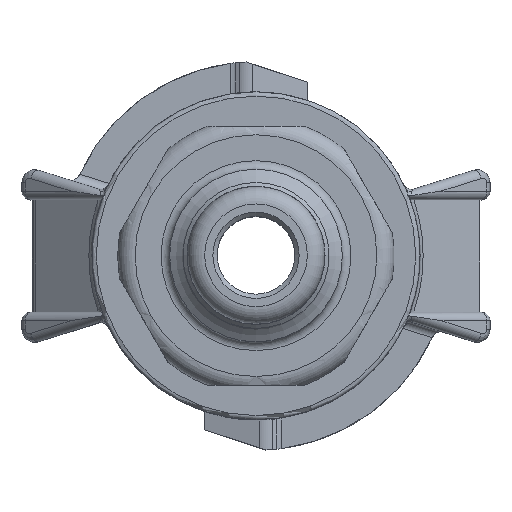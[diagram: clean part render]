
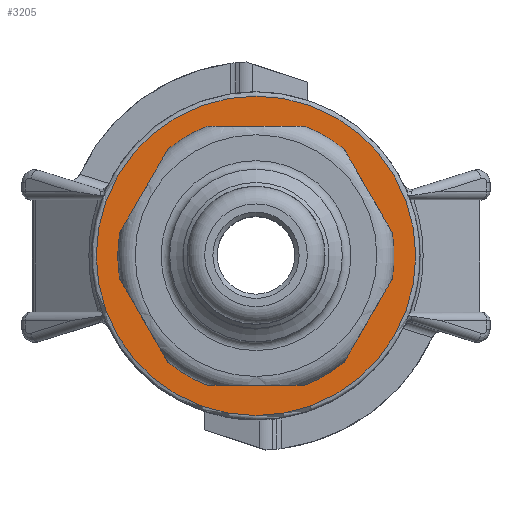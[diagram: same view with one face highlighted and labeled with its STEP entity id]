
A CAD part, top view. The second image highlights one B-rep face of the part: STEP entity #3205.
In plain terms, the highlighted planar face has unit normal (0, 0, 1).
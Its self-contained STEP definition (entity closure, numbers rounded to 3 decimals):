
#151=FACE_BOUND('',#999,.T.);
#201=PLANE('',#3536);
#805=FACE_OUTER_BOUND('',#998,.T.);
#998=EDGE_LOOP('',(#2620));
#999=EDGE_LOOP('',(#2621));
#1106=CIRCLE('',#3363,18.5);
#1159=CIRCLE('',#3537,14.);
#1339=VERTEX_POINT('',#5074);
#1437=VERTEX_POINT('',#6021);
#1644=EDGE_CURVE('',#1339,#1339,#1106,.T.);
#1844=EDGE_CURVE('',#1437,#1437,#1159,.T.);
#2620=ORIENTED_EDGE('',*,*,#1644,.F.);
#2621=ORIENTED_EDGE('',*,*,#1844,.F.);
#3205=ADVANCED_FACE('',(#805,#151),#201,.F.);
#3363=AXIS2_PLACEMENT_3D('',#5076,#3874,#3875);
#3536=AXIS2_PLACEMENT_3D('',#6020,#4309,#4310);
#3537=AXIS2_PLACEMENT_3D('',#6022,#4311,#4312);
#3874=DIRECTION('center_axis',(0.,0.,-1.));
#3875=DIRECTION('ref_axis',(-0.921,0.39,0.));
#4309=DIRECTION('center_axis',(0.,0.,-1.));
#4310=DIRECTION('ref_axis',(-1.,0.,0.));
#4311=DIRECTION('center_axis',(0.,0.,1.));
#4312=DIRECTION('ref_axis',(1.,0.,0.));
#5074=CARTESIAN_POINT('',(18.5,0.,-20.));
#5076=CARTESIAN_POINT('Origin',(0.,0.,-20.));
#6020=CARTESIAN_POINT('Origin',(22.813,0.,
-20.));
#6021=CARTESIAN_POINT('',(-14.,0.,-20.));
#6022=CARTESIAN_POINT('Origin',(0.,0.,-20.));
